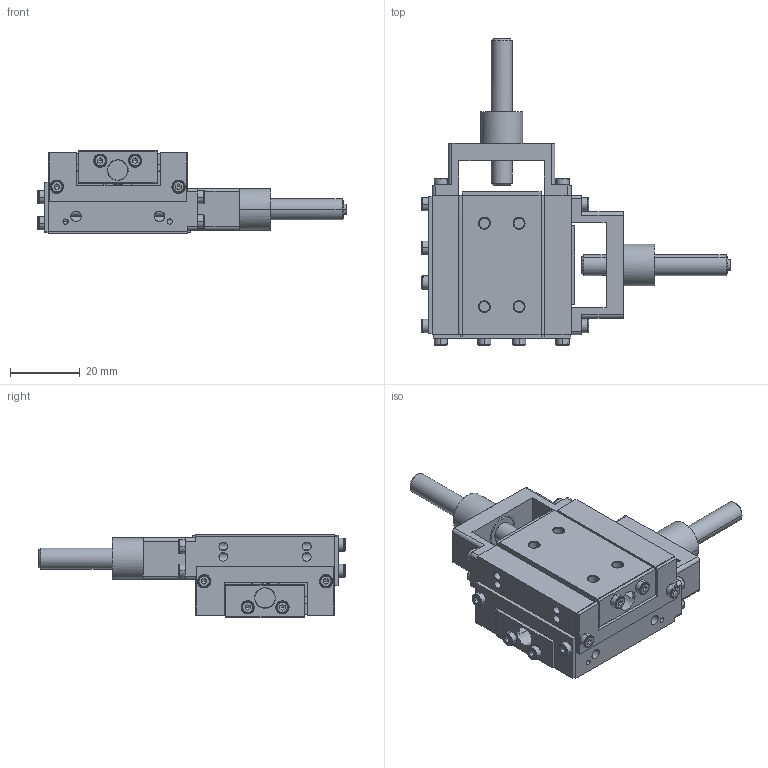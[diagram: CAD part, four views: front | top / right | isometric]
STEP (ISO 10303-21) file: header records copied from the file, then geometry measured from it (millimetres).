
FILE_DESCRIPTION(/* description */ (''),/* implementation_level */ '2;1');
FILE_NAME(/* name */ '02-2TS~2',/* time_stamp */ '2021-12-14T12:21:27+03:00',/* author */ (''),/* organization */ (''),/* preprocessor_version */ 'ST-DEVELOPER v15',/* originating_system */ '',/* authorisation */ '');
FILE_SCHEMA (('AUTOMOTIVE_DESIGN'));
Length unit declared in the file: millimetre
Products named in the file (1): Document
Bounding box: 88.72 x 88 x 24 mm (x, y, z)
Volume: 22.2 mm3; surface area: 28817.5 mm2
Topology: 19 solids, 52 shells, 878 faces, 2512 edges, 1602 vertices
Faces by surface type: bspline 878
Entity records: 63703 total; most frequent: CARTESIAN_POINT 34200, B_SPLINE_CURVE_WITH_KNOTS 5146, ORIENTED_EDGE 4633, PCURVE 4633, DEFINITIONAL_REPRESENTATION 4633, SURFACE_CURVE 2476, EDGE_CURVE 2476, VERTEX_POINT 1602
